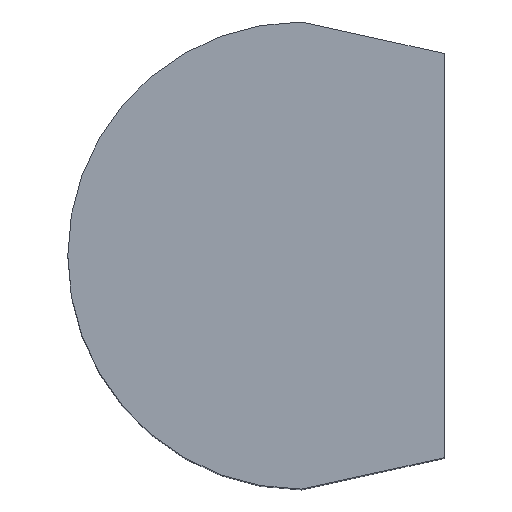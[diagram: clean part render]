
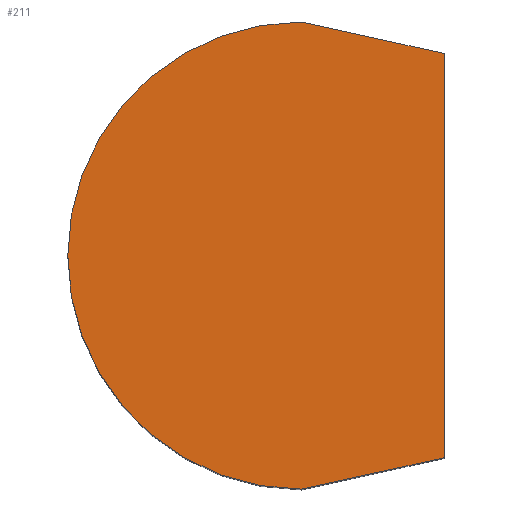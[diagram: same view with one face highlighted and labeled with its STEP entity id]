
A CAD part, top view. The second image highlights one B-rep face of the part: STEP entity #211.
In plain terms, the highlighted planar face has unit normal (0, 0, 1).
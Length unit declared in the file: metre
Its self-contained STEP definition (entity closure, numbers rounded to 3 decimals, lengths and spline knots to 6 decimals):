
#97 = EDGE_CURVE( '', #255, #256, #257, .T. );
#109 = EDGE_CURVE( '', #275, #255, #276, .T. );
#127 = EDGE_CURVE( '', #306, #275, #307, .T. );
#191 = EDGE_CURVE( '', #256, #306, #396, .T. );
#211 = ADVANCED_FACE( '', ( #418 ), #419, .T. );
#255 = VERTEX_POINT( '', #459 );
#256 = VERTEX_POINT( '', #460 );
#257 = LINE( '', #461, #462 );
#275 = VERTEX_POINT( '', #483 );
#276 = CIRCLE( '', #484, 0.0026 );
#306 = VERTEX_POINT( '', #527 );
#307 = LINE( '', #528, #529 );
#396 = LINE( '', #664, #665 );
#418 = FACE_OUTER_BOUND( '', #701, .T. );
#419 = PLANE( '', #702 );
#459 = CARTESIAN_POINT( '', ( 0.000528, -0.002603, 0.005369 ) );
#460 = CARTESIAN_POINT( '', ( 0.002118, -0.002253, 0.005369 ) );
#461 = CARTESIAN_POINT( '', ( 0.000528, -0.002603, 0.005369 ) );
#462 = VECTOR( '', #746, 1. );
#483 = CARTESIAN_POINT( '', ( 0.000528, 0.002597, 0.005369 ) );
#484 = AXIS2_PLACEMENT_3D( '', #780, #781, #782 );
#527 = CARTESIAN_POINT( '', ( 0.002118, 0.002247, 0.005369 ) );
#528 = CARTESIAN_POINT( '', ( 0.002118, 0.002247, 0.005369 ) );
#529 = VECTOR( '', #805, 1. );
#664 = CARTESIAN_POINT( '', ( 0.002118, -0.002253, 0.005369 ) );
#665 = VECTOR( '', #907, 1. );
#701 = EDGE_LOOP( '', ( #932, #933, #934, #935 ) );
#702 = AXIS2_PLACEMENT_3D( '', #936, #937, #938 );
#746 = DIRECTION( '', ( 0.977, 0.215, 0. ) );
#780 = CARTESIAN_POINT( '', ( 0.000528, -0.000003, 0.005369 ) );
#781 = DIRECTION( '', ( 0., 0., 1. ) );
#782 = DIRECTION( '', ( 1., 0., 0. ) );
#805 = DIRECTION( '', ( -0.977, 0.215, 0. ) );
#907 = DIRECTION( '', ( 0., 1., 0. ) );
#932 = ORIENTED_EDGE( '', *, *, #127, .T. );
#933 = ORIENTED_EDGE( '', *, *, #109, .T. );
#934 = ORIENTED_EDGE( '', *, *, #97, .T. );
#935 = ORIENTED_EDGE( '', *, *, #191, .T. );
#936 = CARTESIAN_POINT( '', ( 0.000528, -0.000003, 0.005369 ) );
#937 = DIRECTION( '', ( 0., 0., 1. ) );
#938 = DIRECTION( '', ( 1., 0., 0. ) );
